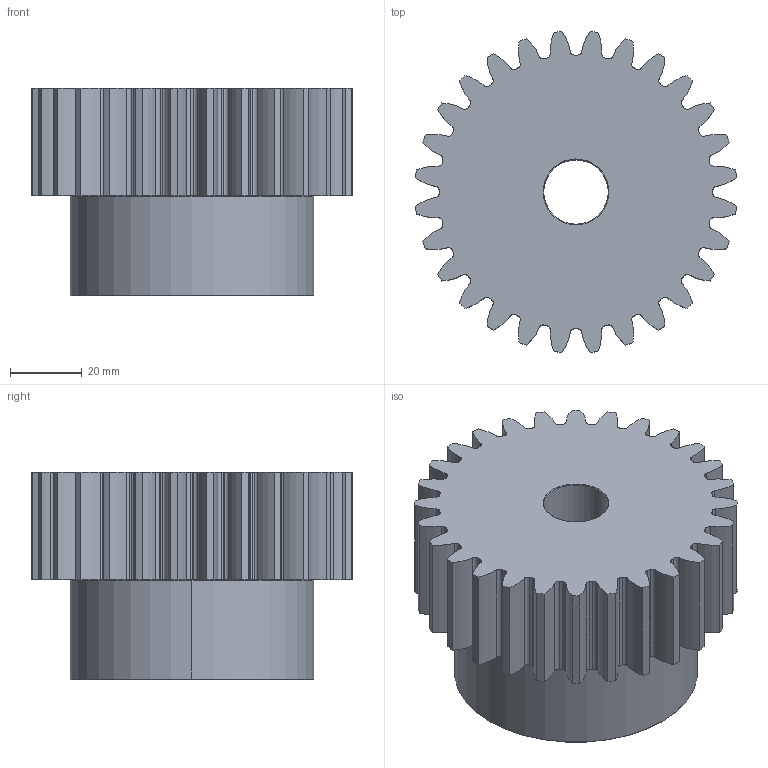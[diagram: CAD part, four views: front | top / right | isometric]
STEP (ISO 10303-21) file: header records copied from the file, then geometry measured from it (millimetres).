
FILE_DESCRIPTION(('STEP AP214'),'1');
FILE_NAME('117-030-028.stp','2017-10-10T11:46:31',('TraceParts'),('TraceParts S.A.'),'Spatial InterOp 3D',' ',' ');
FILE_SCHEMA(('automotive_design'));
Length unit declared in the file: millimetre
Products named in the file (1): 117-030-028
Bounding box: 89.65 x 89.65 x 58 mm (x, y, z)
Volume: 251295.9 mm3; surface area: 35249.6 mm2
Topology: 1 solids, 1 shells, 221 faces, 646 edges, 428 vertices
Faces by surface type: cylinder 210, cone 6, plane 3, torus 2
Entity records: 9383 total; most frequent: DIRECTION 1520, CARTESIAN_POINT 1296, ORIENTED_EDGE 1292, AXIS2_PLACEMENT_3D 652, EDGE_CURVE 646, CIRCLE 430, VERTEX_POINT 428, EDGE_LOOP 224
